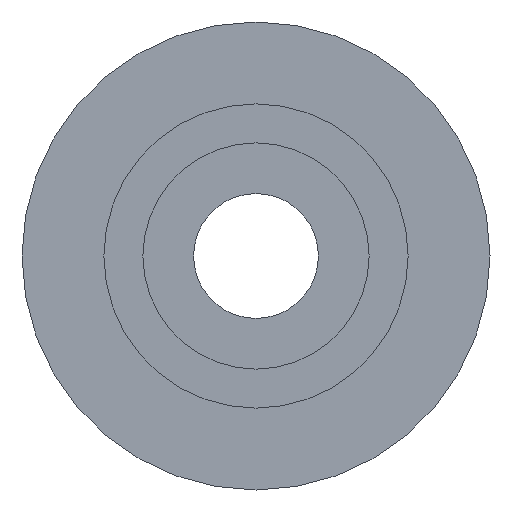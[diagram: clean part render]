
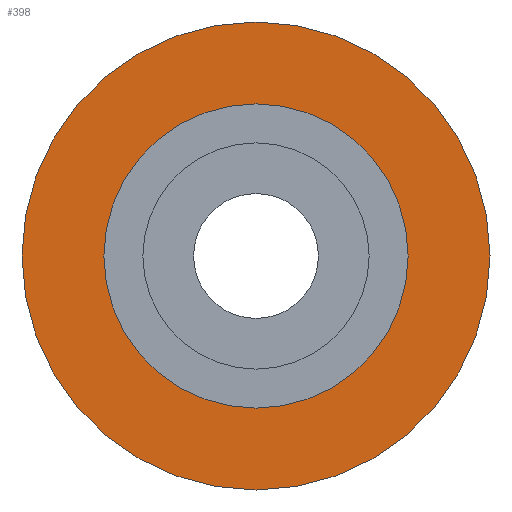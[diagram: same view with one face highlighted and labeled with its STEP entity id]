
A CAD part, front view. The second image highlights one B-rep face of the part: STEP entity #398.
In plain terms, the highlighted planar face has unit normal (0, -1, 0).
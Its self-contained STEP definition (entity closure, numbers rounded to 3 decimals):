
#11 = EDGE_CURVE ( 'NONE', #349, #134, #31, .T. ) ;
#20 = CIRCLE ( 'NONE', #236, 3.9 ) ;
#30 = ORIENTED_EDGE ( 'NONE', *, *, #404, .T. ) ;
#31 = CIRCLE ( 'NONE', #282, 3.9 ) ;
#33 = DIRECTION ( 'NONE',  ( 0., 1., 0. ) ) ;
#50 = FACE_BOUND ( 'NONE', #94, .T. ) ;
#51 = DIRECTION ( 'NONE',  ( 0., 0., 1. ) ) ;
#53 = DIRECTION ( 'NONE',  ( 0., 0., 1. ) ) ;
#77 = DIRECTION ( 'NONE',  ( 0., 1., 0. ) ) ;
#94 = EDGE_LOOP ( 'NONE', ( #205, #30 ) ) ;
#97 = VERTEX_POINT ( 'NONE', #165 ) ;
#119 = CARTESIAN_POINT ( 'NONE',  ( 0., 4., 0. ) ) ;
#124 = EDGE_CURVE ( 'NONE', #97, #215, #228, .T. ) ;
#134 = VERTEX_POINT ( 'NONE', #335 ) ;
#155 = AXIS2_PLACEMENT_3D ( 'NONE', #233, #33, #204 ) ;
#165 = CARTESIAN_POINT ( 'NONE',  ( 0., 4., -6. ) ) ;
#183 = CIRCLE ( 'NONE', #155, 6. ) ;
#204 = DIRECTION ( 'NONE',  ( 0., 0., 1. ) ) ;
#205 = ORIENTED_EDGE ( 'NONE', *, *, #11, .T. ) ;
#210 = EDGE_CURVE ( 'NONE', #215, #97, #183, .T. ) ;
#213 = CARTESIAN_POINT ( 'NONE',  ( 0., 4., -3.9 ) ) ;
#215 = VERTEX_POINT ( 'NONE', #316 ) ;
#219 = DIRECTION ( 'NONE',  ( 0., 1., 0. ) ) ;
#228 = CIRCLE ( 'NONE', #304, 6. ) ;
#233 = CARTESIAN_POINT ( 'NONE',  ( 0., 4., 0. ) ) ;
#236 = AXIS2_PLACEMENT_3D ( 'NONE', #251, #330, #51 ) ;
#249 = ORIENTED_EDGE ( 'NONE', *, *, #210, .F. ) ;
#251 = CARTESIAN_POINT ( 'NONE',  ( 0., 4., 0. ) ) ;
#274 = ORIENTED_EDGE ( 'NONE', *, *, #124, .F. ) ;
#282 = AXIS2_PLACEMENT_3D ( 'NONE', #428, #219, #363 ) ;
#289 = FACE_OUTER_BOUND ( 'NONE', #312, .T. ) ;
#301 = DIRECTION ( 'NONE',  ( 0., 1., 0. ) ) ;
#304 = AXIS2_PLACEMENT_3D ( 'NONE', #366, #301, #372 ) ;
#312 = EDGE_LOOP ( 'NONE', ( #274, #249 ) ) ;
#316 = CARTESIAN_POINT ( 'NONE',  ( 0., 4., 6. ) ) ;
#320 = AXIS2_PLACEMENT_3D ( 'NONE', #119, #77, #53 ) ;
#330 = DIRECTION ( 'NONE',  ( 0., 1., 0. ) ) ;
#335 = CARTESIAN_POINT ( 'NONE',  ( 0., 4., 3.9 ) ) ;
#349 = VERTEX_POINT ( 'NONE', #213 ) ;
#363 = DIRECTION ( 'NONE',  ( 0., 0., 1. ) ) ;
#366 = CARTESIAN_POINT ( 'NONE',  ( 0., 4., 0. ) ) ;
#372 = DIRECTION ( 'NONE',  ( 0., 0., 1. ) ) ;
#398 = ADVANCED_FACE ( 'NONE', ( #50, #289 ), #420, .F. ) ;
#404 = EDGE_CURVE ( 'NONE', #134, #349, #20, .T. ) ;
#420 = PLANE ( 'NONE',  #320 ) ;
#428 = CARTESIAN_POINT ( 'NONE',  ( 0., 4., 0. ) ) ;
